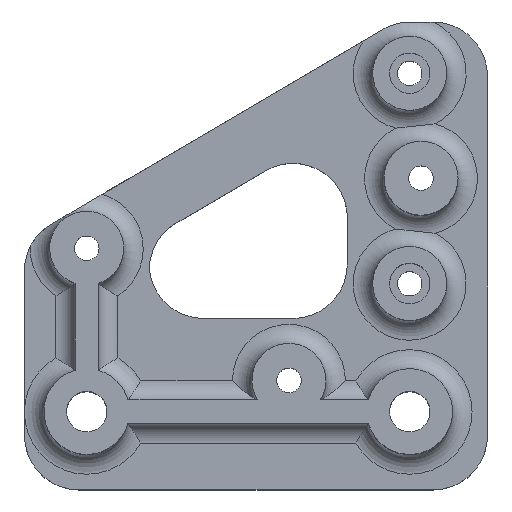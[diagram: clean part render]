
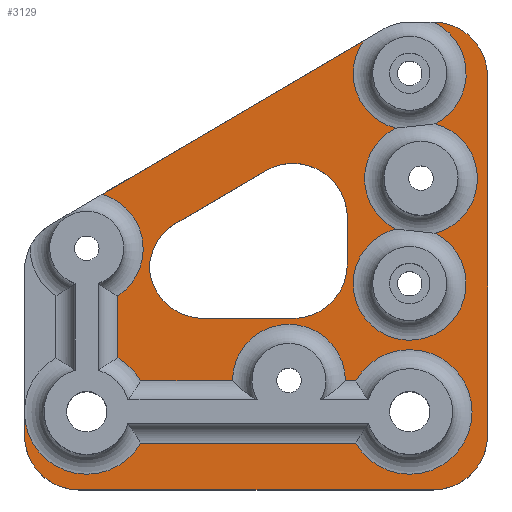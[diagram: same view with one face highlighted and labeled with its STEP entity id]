
A CAD part, top view. The second image highlights one B-rep face of the part: STEP entity #3129.
In plain terms, the highlighted planar face has unit normal (0, 0, 1).
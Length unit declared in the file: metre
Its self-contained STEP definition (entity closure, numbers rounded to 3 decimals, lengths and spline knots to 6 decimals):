
#91=LINE('',#4525,#404);
#93=LINE('',#4529,#406);
#97=LINE('',#4538,#410);
#111=LINE('',#4578,#424);
#116=LINE('',#4621,#429);
#117=LINE('',#4625,#430);
#118=LINE('',#4629,#431);
#119=LINE('',#4633,#432);
#120=LINE('',#4649,#433);
#121=LINE('',#4654,#434);
#122=LINE('',#4660,#435);
#404=VECTOR('',#3668,1.);
#406=VECTOR('',#3672,1.);
#410=VECTOR('',#3678,1.);
#424=VECTOR('',#3694,1.);
#429=VECTOR('',#3729,1.);
#430=VECTOR('',#3732,1.);
#431=VECTOR('',#3735,1.);
#432=VECTOR('',#3738,1.);
#433=VECTOR('',#3757,1.);
#434=VECTOR('',#3760,1.);
#435=VECTOR('',#3765,1.);
#710=PLANE('',#3358);
#895=ORIENTED_EDGE('',*,*,#1785,.F.);
#896=ORIENTED_EDGE('',*,*,#1800,.F.);
#897=ORIENTED_EDGE('',*,*,#1801,.F.);
#898=ORIENTED_EDGE('',*,*,#1802,.F.);
#899=ORIENTED_EDGE('',*,*,#1803,.F.);
#900=ORIENTED_EDGE('',*,*,#1804,.F.);
#901=ORIENTED_EDGE('',*,*,#1805,.F.);
#902=ORIENTED_EDGE('',*,*,#1806,.F.);
#903=ORIENTED_EDGE('',*,*,#1807,.F.);
#904=ORIENTED_EDGE('',*,*,#1808,.F.);
#905=ORIENTED_EDGE('',*,*,#1770,.F.);
#906=ORIENTED_EDGE('',*,*,#1809,.F.);
#907=ORIENTED_EDGE('',*,*,#1766,.F.);
#908=ORIENTED_EDGE('',*,*,#1810,.F.);
#909=ORIENTED_EDGE('',*,*,#1764,.T.);
#910=ORIENTED_EDGE('',*,*,#1811,.F.);
#911=ORIENTED_EDGE('',*,*,#1812,.F.);
#912=ORIENTED_EDGE('',*,*,#1813,.F.);
#913=ORIENTED_EDGE('',*,*,#1814,.F.);
#914=ORIENTED_EDGE('',*,*,#1815,.F.);
#915=ORIENTED_EDGE('',*,*,#1816,.F.);
#916=ORIENTED_EDGE('',*,*,#1817,.T.);
#917=ORIENTED_EDGE('',*,*,#1818,.F.);
#918=ORIENTED_EDGE('',*,*,#1819,.T.);
#919=ORIENTED_EDGE('',*,*,#1820,.F.);
#920=ORIENTED_EDGE('',*,*,#1821,.F.);
#921=ORIENTED_EDGE('',*,*,#1822,.T.);
#922=ORIENTED_EDGE('',*,*,#1823,.F.);
#1764=EDGE_CURVE('',#2219,#2218,#91,.T.);
#1766=EDGE_CURVE('',#2220,#2221,#93,.T.);
#1770=EDGE_CURVE('',#2224,#2185,#97,.T.);
#1785=EDGE_CURVE('',#2238,#2239,#111,.T.);
#1800=EDGE_CURVE('',#2253,#2238,#2521,.F.);
#1801=EDGE_CURVE('',#2254,#2253,#116,.F.);
#1802=EDGE_CURVE('',#2255,#2254,#2522,.F.);
#1803=EDGE_CURVE('',#2256,#2255,#117,.F.);
#1804=EDGE_CURVE('',#2257,#2256,#2523,.F.);
#1805=EDGE_CURVE('',#2258,#2257,#118,.F.);
#1806=EDGE_CURVE('',#2259,#2258,#2524,.F.);
#1807=EDGE_CURVE('',#2260,#2259,#119,.F.);
#1808=EDGE_CURVE('',#2185,#2260,#2525,.F.);
#1809=EDGE_CURVE('',#2221,#2224,#2526,.T.);
#1810=EDGE_CURVE('',#2219,#2220,#2527,.T.);
#1811=EDGE_CURVE('',#2261,#2218,#2528,.T.);
#1812=EDGE_CURVE('',#2262,#2261,#2529,.F.);
#1813=EDGE_CURVE('',#2263,#2262,#2530,.F.);
#1814=EDGE_CURVE('',#2264,#2263,#2531,.F.);
#1815=EDGE_CURVE('',#2265,#2264,#2532,.F.);
#1816=EDGE_CURVE('',#2239,#2265,#2533,.F.);
#1817=EDGE_CURVE('',#2266,#2267,#120,.T.);
#1818=EDGE_CURVE('',#2268,#2267,#2534,.F.);
#1819=EDGE_CURVE('',#2268,#2269,#121,.T.);
#1820=EDGE_CURVE('',#2270,#2269,#2535,.F.);
#1821=EDGE_CURVE('',#2271,#2270,#2536,.F.);
#1822=EDGE_CURVE('',#2271,#2272,#122,.T.);
#1823=EDGE_CURVE('',#2266,#2272,#2537,.F.);
#2185=VERTEX_POINT('',#4447);
#2218=VERTEX_POINT('',#4524);
#2219=VERTEX_POINT('',#4526);
#2220=VERTEX_POINT('',#4530);
#2221=VERTEX_POINT('',#4531);
#2224=VERTEX_POINT('',#4539);
#2238=VERTEX_POINT('',#4577);
#2239=VERTEX_POINT('',#4579);
#2253=VERTEX_POINT('',#4620);
#2254=VERTEX_POINT('',#4622);
#2255=VERTEX_POINT('',#4624);
#2256=VERTEX_POINT('',#4626);
#2257=VERTEX_POINT('',#4628);
#2258=VERTEX_POINT('',#4630);
#2259=VERTEX_POINT('',#4632);
#2260=VERTEX_POINT('',#4634);
#2261=VERTEX_POINT('',#4639);
#2262=VERTEX_POINT('',#4641);
#2263=VERTEX_POINT('',#4643);
#2264=VERTEX_POINT('',#4645);
#2265=VERTEX_POINT('',#4647);
#2266=VERTEX_POINT('',#4650);
#2267=VERTEX_POINT('',#4651);
#2268=VERTEX_POINT('',#4653);
#2269=VERTEX_POINT('',#4655);
#2270=VERTEX_POINT('',#4657);
#2271=VERTEX_POINT('',#4659);
#2272=VERTEX_POINT('',#4661);
#2521=CIRCLE('',#3359,0.00725);
#2522=CIRCLE('',#3360,0.008);
#2523=CIRCLE('',#3361,0.00725);
#2524=CIRCLE('',#3362,0.008);
#2525=CIRCLE('',#3363,0.008);
#2526=CIRCLE('',#3364,0.007);
#2527=CIRCLE('',#3365,0.007);
#2528=CIRCLE('',#3366,0.007);
#2529=CIRCLE('',#3367,0.00725);
#2530=CIRCLE('',#3368,0.00725);
#2531=CIRCLE('',#3369,0.00725);
#2532=CIRCLE('',#3370,0.00725);
#2533=CIRCLE('',#3371,0.00725);
#2534=CIRCLE('',#3372,0.007);
#2535=CIRCLE('',#3373,0.007);
#2536=CIRCLE('',#3374,0.007);
#2537=CIRCLE('',#3375,0.007);
#2620=EDGE_LOOP('',(#895,#896,#897,#898,#899,#900,#901,#902,#903,#904,#905,
#906,#907,#908,#909,#910,#911,#912,#913,#914,#915));
#2621=EDGE_LOOP('',(#916,#917,#918,#919,#920,#921,#922));
#2857=FACE_BOUND('',#2620,.T.);
#2858=FACE_BOUND('',#2621,.T.);
#3129=ADVANCED_FACE('',(#2857,#2858),#710,.T.);
#3358=AXIS2_PLACEMENT_3D('',#4618,#3725,#3726);
#3359=AXIS2_PLACEMENT_3D('',#4619,#3727,#3728);
#3360=AXIS2_PLACEMENT_3D('',#4623,#3730,#3731);
#3361=AXIS2_PLACEMENT_3D('',#4627,#3733,#3734);
#3362=AXIS2_PLACEMENT_3D('',#4631,#3736,#3737);
#3363=AXIS2_PLACEMENT_3D('',#4635,#3739,#3740);
#3364=AXIS2_PLACEMENT_3D('',#4636,#3741,#3742);
#3365=AXIS2_PLACEMENT_3D('',#4637,#3743,#3744);
#3366=AXIS2_PLACEMENT_3D('',#4638,#3745,#3746);
#3367=AXIS2_PLACEMENT_3D('',#4640,#3747,#3748);
#3368=AXIS2_PLACEMENT_3D('',#4642,#3749,#3750);
#3369=AXIS2_PLACEMENT_3D('',#4644,#3751,#3752);
#3370=AXIS2_PLACEMENT_3D('',#4646,#3753,#3754);
#3371=AXIS2_PLACEMENT_3D('',#4648,#3755,#3756);
#3372=AXIS2_PLACEMENT_3D('',#4652,#3758,#3759);
#3373=AXIS2_PLACEMENT_3D('',#4656,#3761,#3762);
#3374=AXIS2_PLACEMENT_3D('',#4658,#3763,#3764);
#3375=AXIS2_PLACEMENT_3D('',#4662,#3766,#3767);
#3668=DIRECTION('',(0.,1.,0.));
#3672=DIRECTION('',(-1.,0.,0.));
#3678=DIRECTION('',(0.,1.,0.));
#3694=DIRECTION('',(0.862,0.506,0.));
#3725=DIRECTION('',(0.,0.,1.));
#3726=DIRECTION('',(-1.,0.,0.));
#3727=DIRECTION('',(0.,0.,-1.));
#3728=DIRECTION('',(-1.,0.,0.));
#3729=DIRECTION('',(0.,-1.,0.));
#3730=DIRECTION('',(0.,0.,-1.));
#3731=DIRECTION('',(-1.,0.,0.));
#3732=DIRECTION('',(1.,0.,0.));
#3733=DIRECTION('',(0.,0.,-1.));
#3734=DIRECTION('',(-1.,0.,0.));
#3735=DIRECTION('',(1.,0.,0.));
#3736=DIRECTION('',(0.,0.,-1.));
#3737=DIRECTION('',(-1.,0.,0.));
#3738=DIRECTION('',(-1.,0.,0.));
#3739=DIRECTION('',(0.,0.,-1.));
#3740=DIRECTION('',(-1.,0.,0.));
#3741=DIRECTION('',(0.,0.,-1.));
#3742=DIRECTION('',(-1.,0.,0.));
#3743=DIRECTION('',(0.,0.,-1.));
#3744=DIRECTION('',(-1.,0.,0.));
#3745=DIRECTION('',(0.,0.,-1.));
#3746=DIRECTION('',(-1.,0.,0.));
#3747=DIRECTION('',(0.,0.,-1.));
#3748=DIRECTION('',(-1.,0.,0.));
#3749=DIRECTION('',(0.,0.,-1.));
#3750=DIRECTION('',(-1.,0.,0.));
#3751=DIRECTION('',(0.,0.,-1.));
#3752=DIRECTION('',(-1.,0.,0.));
#3753=DIRECTION('',(0.,0.,-1.));
#3754=DIRECTION('',(-1.,0.,0.));
#3755=DIRECTION('',(0.,0.,-1.));
#3756=DIRECTION('',(-1.,0.,0.));
#3757=DIRECTION('',(0.,-1.,0.));
#3758=DIRECTION('',(0.,0.,-1.));
#3759=DIRECTION('',(-1.,0.,0.));
#3760=DIRECTION('',(-1.,0.,0.));
#3761=DIRECTION('',(0.,0.,-1.));
#3762=DIRECTION('',(-1.,0.,0.));
#3763=DIRECTION('',(0.,0.,-1.));
#3764=DIRECTION('',(-1.,0.,0.));
#3765=DIRECTION('',(0.862,0.506,0.));
#3766=DIRECTION('',(0.,0.,-1.));
#3767=DIRECTION('',(-1.,0.,0.));
#4447=CARTESIAN_POINT('',(-0.049453,0.,0.01));
#4524=CARTESIAN_POINT('',(0.01,0.043053,0.01));
#4525=CARTESIAN_POINT('',(0.01,0.020027,0.01));
#4526=CARTESIAN_POINT('',(0.01,-0.003,0.01));
#4529=CARTESIAN_POINT('',(0.,-0.01,0.01));
#4530=CARTESIAN_POINT('',(0.003,-0.01,0.01));
#4531=CARTESIAN_POINT('',(-0.042453,-0.01,0.01));
#4538=CARTESIAN_POINT('',(-0.049453,0.,0.01));
#4539=CARTESIAN_POINT('',(-0.049453,-0.003,0.01));
#4577=CARTESIAN_POINT('',(-0.039485,0.027931,0.01));
#4578=CARTESIAN_POINT('',(-0.005897,0.047645,0.01));
#4579=CARTESIAN_POINT('',(-0.005928,0.047627,0.01));
#4618=CARTESIAN_POINT('',(-0.019727,0.020027,0.01));
#4619=CARTESIAN_POINT('',(-0.041453,0.020953,0.01));
#4620=CARTESIAN_POINT('',(-0.037453,0.014907,0.01));
#4621=CARTESIAN_POINT('',(-0.037453,0.020027,0.01));
#4622=CARTESIAN_POINT('',(-0.037453,0.006928,0.01));
#4623=CARTESIAN_POINT('',(-0.041453,0.,0.01));
#4624=CARTESIAN_POINT('',(-0.034525,0.004,0.01));
#4625=CARTESIAN_POINT('',(-0.019727,0.004,0.01));
#4626=CARTESIAN_POINT('',(-0.02275,0.004,0.01));
#4627=CARTESIAN_POINT('',(-0.0155,0.004,0.01));
#4628=CARTESIAN_POINT('',(-0.00825,0.004,0.01));
#4629=CARTESIAN_POINT('',(-0.019727,0.004,0.01));
#4630=CARTESIAN_POINT('',(-0.006928,0.004,0.01));
#4631=CARTESIAN_POINT('',(0.,0.,0.01));
#4632=CARTESIAN_POINT('',(-0.006928,-0.004,0.01));
#4633=CARTESIAN_POINT('',(-0.019727,-0.004,0.01));
#4634=CARTESIAN_POINT('',(-0.034525,-0.004,0.01));
#4635=CARTESIAN_POINT('',(-0.041453,0.,0.01));
#4636=CARTESIAN_POINT('',(-0.042453,-0.003,0.01));
#4637=CARTESIAN_POINT('',(0.003,-0.003,0.01));
#4638=CARTESIAN_POINT('',(0.003,0.043053,0.01));
#4639=CARTESIAN_POINT('',(0.003,0.050053,0.01));
#4640=CARTESIAN_POINT('',(0.,0.043453,0.01));
#4641=CARTESIAN_POINT('',(0.003256,0.036976,0.01));
#4642=CARTESIAN_POINT('',(0.001453,0.029953,0.01));
#4643=CARTESIAN_POINT('',(0.003256,0.022931,0.01));
#4644=CARTESIAN_POINT('',(0.,0.016453,0.01));
#4645=CARTESIAN_POINT('',(-0.001803,0.023476,0.01));
#4646=CARTESIAN_POINT('',(0.001453,0.029953,0.01));
#4647=CARTESIAN_POINT('',(-0.001803,0.036431,0.01));
#4648=CARTESIAN_POINT('',(0.,0.043453,0.01));
#4649=CARTESIAN_POINT('',(-0.008,0.024567,0.01));
#4650=CARTESIAN_POINT('',(-0.008,0.02491,0.01));
#4651=CARTESIAN_POINT('',(-0.008,0.019,0.01));
#4652=CARTESIAN_POINT('',(-0.015,0.019,0.01));
#4653=CARTESIAN_POINT('',(-0.015,0.012,0.01));
#4654=CARTESIAN_POINT('',(-0.020727,0.012,0.01));
#4655=CARTESIAN_POINT('',(-0.026453,0.012,0.01));
#4656=CARTESIAN_POINT('',(-0.026453,0.019,0.01));
#4657=CARTESIAN_POINT('',(-0.033442,0.018594,0.01));
#4658=CARTESIAN_POINT('',(-0.026453,0.018187,0.01));
#4659=CARTESIAN_POINT('',(-0.029997,0.024224,0.01));
#4660=CARTESIAN_POINT('',(-0.020727,0.029665,0.01));
#4661=CARTESIAN_POINT('',(-0.018543,0.030947,0.01));
#4662=CARTESIAN_POINT('',(-0.015,0.02491,0.01));
